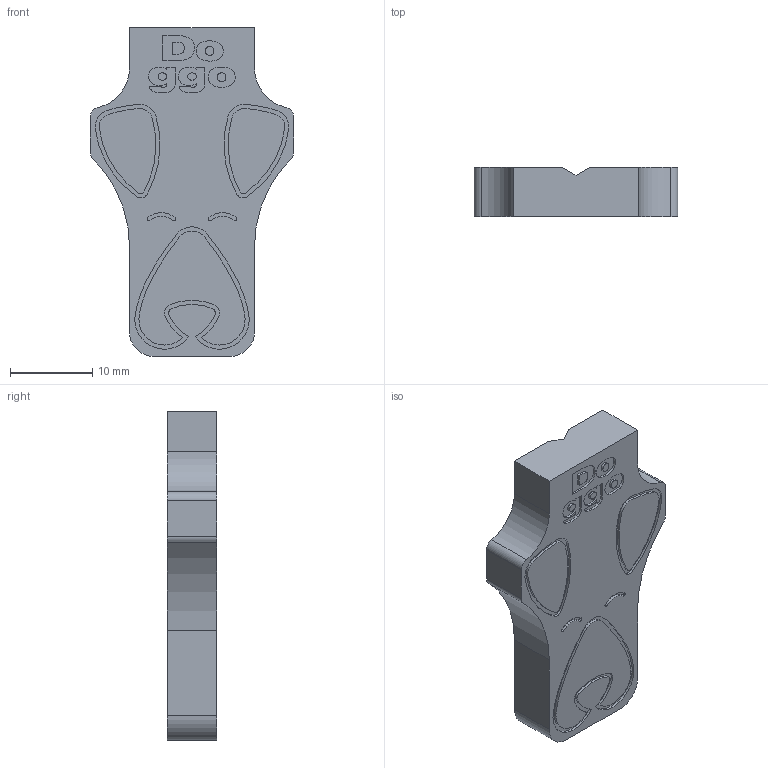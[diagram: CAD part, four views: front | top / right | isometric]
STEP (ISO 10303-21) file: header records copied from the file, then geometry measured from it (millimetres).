
FILE_DESCRIPTION (( 'STEP AP203' ), '1' );
FILE_NAME ('Doggo Cover.STEP', '2020-06-13T22:41:08', ( 'bruno' ), ( '' ), 'SwSTEP 2.0', 'SolidWorks 2018', '' );
FILE_SCHEMA (( 'CONFIG_CONTROL_DESIGN' ));
Length unit declared in the file: millimetre
Products named in the file (1): Doggo Cover
Bounding box: 24.75 x 6 x 40 mm (x, y, z)
Volume: 2767.4 mm3; surface area: 2595.6 mm2
Topology: 1 solids, 1 shells, 209 faces, 561 edges, 374 vertices
Faces by surface type: cylinder 82, plane 79, bspline 48
Entity records: 9612 total; most frequent: CARTESIAN_POINT 4457, ORIENTED_EDGE 1122, DIRECTION 953, EDGE_CURVE 561, VERTEX_POINT 374, AXIS2_PLACEMENT_3D 326, VECTOR 301, LINE 301
